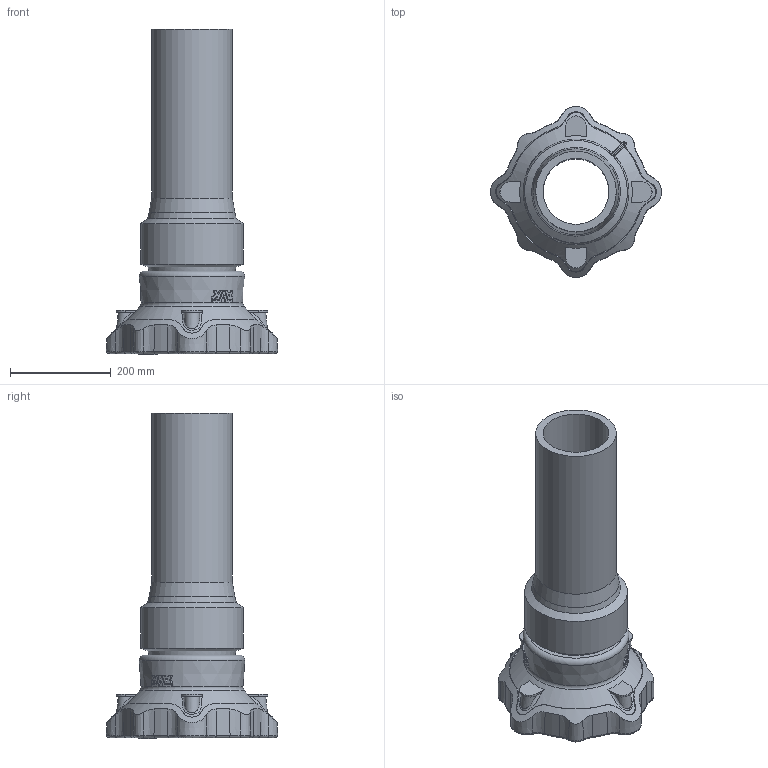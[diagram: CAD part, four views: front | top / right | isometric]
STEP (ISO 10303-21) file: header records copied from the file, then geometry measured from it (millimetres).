
FILE_DESCRIPTION (( 'STEP AP203' ), '1' );
FILE_NAME ('O_635_DN150_160mm_AA1_step.step', '2016-10-13T07:44:43', ( 'Windows User' ), ( 'AVK' ), 'SwSTEP 2.0', 'SolidWorks 2012', '' );
FILE_SCHEMA (( 'CONFIG_CONTROL_DESIGN' ));
Length unit declared in the file: millimetre
Products named in the file (1): O_635_DN150_160mm_AA1_step
Bounding box: 339.87 x 339.87 x 645.7 mm (x, y, z)
Volume: 10428828.5 mm3; surface area: 765462.2 mm2
Topology: 1 solids, 1 shells, 417 faces, 1136 edges, 728 vertices
Faces by surface type: plane 134, bspline 96, cylinder 91, cone 56, torus 40
Full cylindrical faces by diameter (mm): 130.8 x1, 160 x1, 204.191 x1
Entity records: 20924 total; most frequent: CARTESIAN_POINT 11786, ORIENTED_EDGE 2208, DIRECTION 1464, EDGE_CURVE 1104, VERTEX_POINT 719, AXIS2_PLACEMENT_3D 550, EDGE_LOOP 451, FACE_OUTER_BOUND 422
